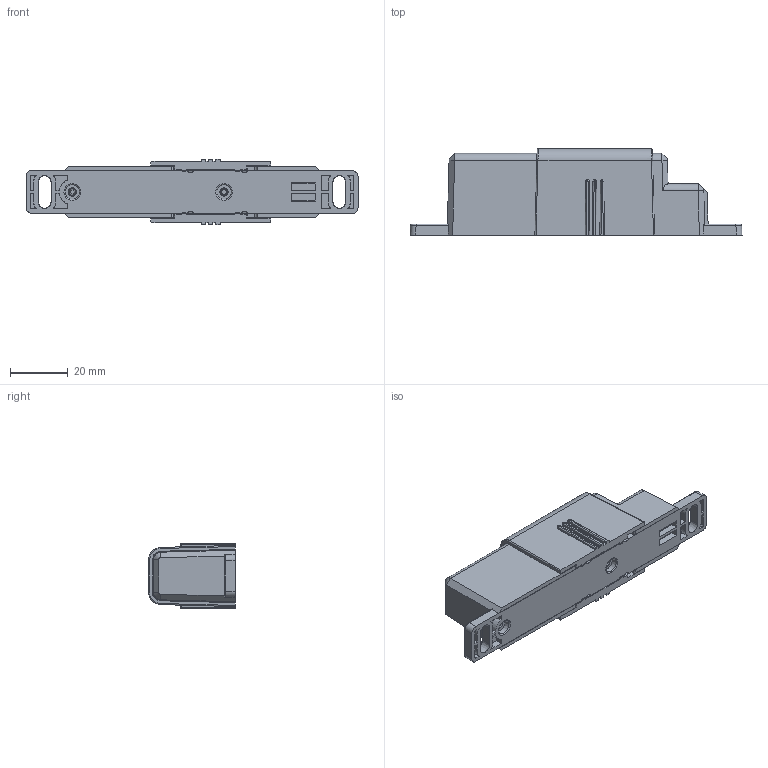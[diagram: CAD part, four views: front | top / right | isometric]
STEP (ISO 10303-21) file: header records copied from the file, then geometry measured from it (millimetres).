
FILE_DESCRIPTION(/* description */ (''),/* implementation_level */ '2;1');
FILE_NAME(/* name */ 'Power Expander.iam.step',/* time_stamp */ '2020-04-16T23:35:56-04:00',/* author */ ('Jordan'),/* organization */ (''),/* preprocessor_version */ 'ST-DEVELOPER v17',/* originating_system */ 'Autodesk Inventor 2019',/* authorisation */ '');
FILE_SCHEMA (('AUTOMOTIVE_DESIGN { 1 0 10303 214 3 1 1 }'));
Length unit declared in the file: inch
Products named in the file (5): Power Expander; LED; Bottom Case; Lock Slide; Top Case
Assembly tree (4 placements, depth 2):
  Power Expander
    LED
    Bottom Case
    Lock Slide
    Top Case
Bounding box: 114.5 x 29.84 x 22.61 mm (x, y, z)
Volume: 19562.4 mm3; surface area: 28356.9 mm2
Topology: 4 solids, 4 shells, 873 faces, 2288 edges, 1419 vertices
Faces by surface type: plane 533, cylinder 156, cone 80, bspline 71, sphere 23, torus 10
Full cylindrical faces by diameter (mm): 2.896 x1
Entity records: 28712 total; most frequent: CARTESIAN_POINT 7289, ORIENTED_EDGE 4534, DIRECTION 4213, EDGE_CURVE 2267, LINE 1549, VECTOR 1549, VERTEX_POINT 1419, AXIS2_PLACEMENT_3D 1332
